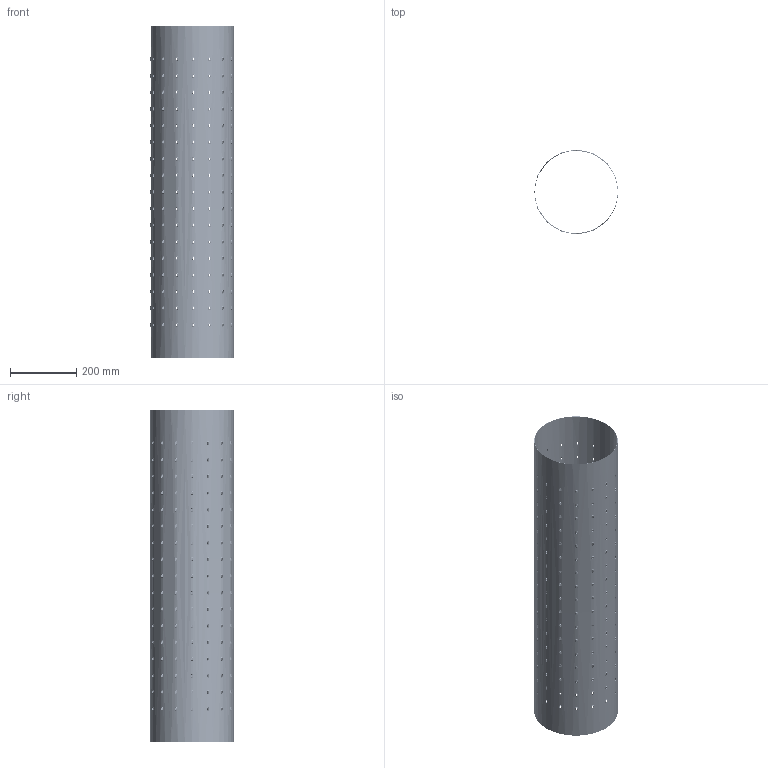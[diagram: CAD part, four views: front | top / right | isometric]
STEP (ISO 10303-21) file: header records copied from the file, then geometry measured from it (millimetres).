
FILE_DESCRIPTION(/* description */ ('Dysplåt'),/* implementation_level */ '2;1');
FILE_NAME(/* name */ 'P41-1-AB-05.stp',/* time_stamp */ '2016-06-09T14:00:16+02:00',/* author */ ('John'),/* organization */ (''),/* preprocessor_version */ 'ST-DEVELOPER v15.6',/* originating_system */ 'Autodesk Inventor 2015',/* authorisation */ '');
FILE_SCHEMA (('AUTOMOTIVE_DESIGN { 1 0 10303 214 3 1 1 }'));
Products named in the file (1): P41-1-AB-05
Bounding box: 252.8 x 254.4 x 1000 mm (x, y, z)
Volume: 476412.3 mm3; surface area: 1578653.7 mm2
Topology: 1 solids, 1 shells, 4341 faces, 10212 edges, 6128 vertices
Faces by surface type: bspline 3060, plane 1024, cylinder 257
Full cylindrical faces by diameter (mm): 250 x1, 251.2 x1
Entity records: 252292 total; most frequent: CARTESIAN_POINT 172320, ORIENTED_EDGE 20424, EDGE_CURVE 10212, DIRECTION 7680, VERTEX_POINT 6128, LINE 5108, VECTOR 5108, EDGE_LOOP 5106
